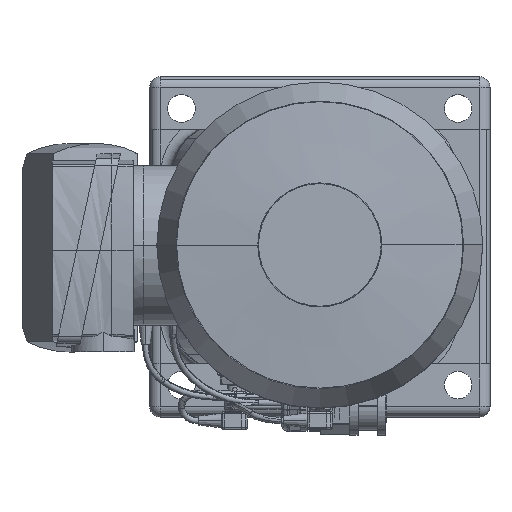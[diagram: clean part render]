
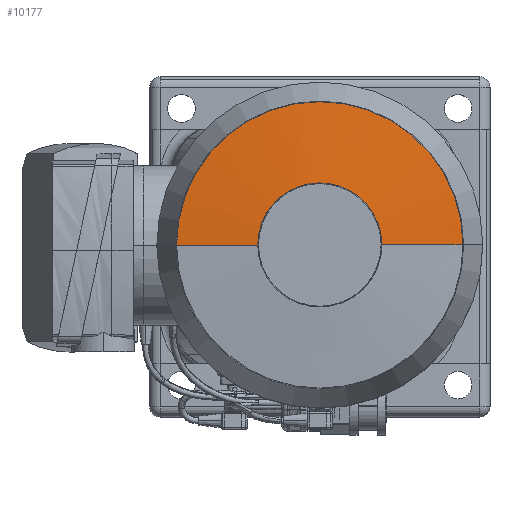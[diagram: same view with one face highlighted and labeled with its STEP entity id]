
A CAD part, top view. The second image highlights one B-rep face of the part: STEP entity #10177.
In plain terms, the highlighted conical face has half-angle 85.001 degrees and reference radius 48.24 mm.
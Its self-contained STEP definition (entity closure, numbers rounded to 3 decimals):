
#10177=ADVANCED_FACE('',(#19511),#19512,.T.);
#19511=FACE_OUTER_BOUND('',#31414,.T.);
#19512=CONICAL_SURFACE('',#31415,48.24,1.484);
#31414=EDGE_LOOP('',(#52746,#52747,#52748,#52749));
#31415=AXIS2_PLACEMENT_3D('',#52750,#52751,#52752);
#52746=ORIENTED_EDGE('',*,*,#60936,.F.);
#52747=ORIENTED_EDGE('',*,*,#60937,.T.);
#52748=ORIENTED_EDGE('',*,*,#60938,.F.);
#52749=ORIENTED_EDGE('',*,*,#60932,.F.);
#52750=CARTESIAN_POINT('',(0.,0.,536.826));
#52751=DIRECTION('',(0.,0.,-1.0));
#52752=DIRECTION('',(1.,0.002,0.));
#60932=EDGE_CURVE('',#71679,#71682,#71683,.T.);
#60936=EDGE_CURVE('',#71688,#71679,#71689,.T.);
#60937=EDGE_CURVE('',#71688,#71690,#71691,.T.);
#60938=EDGE_CURVE('',#71682,#71690,#71692,.T.);
#71679=VERTEX_POINT('',#89222);
#71682=VERTEX_POINT('',#89226);
#71683=CIRCLE('',#89227,29.161);
#71688=VERTEX_POINT('',#89233);
#71689=LINE('',#89234,#89235);
#71690=VERTEX_POINT('',#89236);
#71691=CIRCLE('',#89237,67.319);
#71692=LINE('',#89238,#89239);
#89222=CARTESIAN_POINT('',(29.161,0.065,538.495));
#89226=CARTESIAN_POINT('',(-29.161,-0.065,538.495));
#89227=AXIS2_PLACEMENT_3D('',#99529,#99530,#99531);
#89233=CARTESIAN_POINT('',(67.319,0.149,535.157));
#89234=CARTESIAN_POINT('',(48.24,0.107,536.826));
#89235=VECTOR('',#99536,1.0);
#89236=CARTESIAN_POINT('',(-67.319,-0.149,535.157));
#89237=AXIS2_PLACEMENT_3D('',#99537,#99538,#99539);
#89238=CARTESIAN_POINT('',(-48.24,-0.107,536.826));
#89239=VECTOR('',#99540,1.0);
#99529=CARTESIAN_POINT('',(0.,0.,538.495));
#99530=DIRECTION('',(0.,0.,1.0));
#99531=DIRECTION('',(1.,0.002,0.));
#99536=DIRECTION('',(-0.996,-0.002,0.087));
#99537=CARTESIAN_POINT('',(0.,0.,535.157));
#99538=DIRECTION('',(0.,0.,1.0));
#99539=DIRECTION('',(1.,0.002,0.));
#99540=DIRECTION('',(-0.996,-0.002,-0.087));
